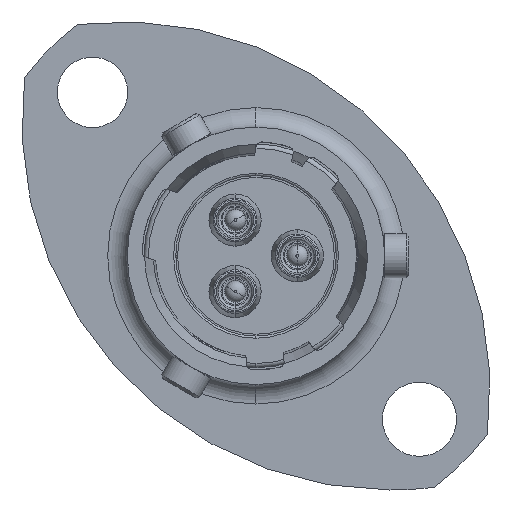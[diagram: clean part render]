
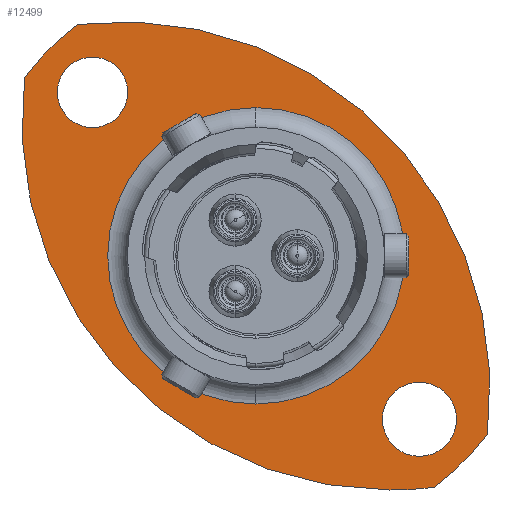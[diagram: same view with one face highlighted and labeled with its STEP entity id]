
A CAD part, left-side view. The second image highlights one B-rep face of the part: STEP entity #12499.
In plain terms, the highlighted planar face has unit normal (-1, 0, 0).
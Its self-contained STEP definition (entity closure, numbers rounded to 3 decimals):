
#275 = VERTEX_POINT ( 'NONE', #6911 ) ;
#409 = DIRECTION ( 'NONE',  ( -1., 0., 0. ) ) ;
#468 = DIRECTION ( 'NONE',  ( -1., 0., 0. ) ) ;
#770 = VERTEX_POINT ( 'NONE', #6426 ) ;
#872 = ORIENTED_EDGE ( 'NONE', *, *, #2278, .T. ) ;
#1117 = CIRCLE ( 'NONE', #3922, 13.5 ) ;
#1325 = CIRCLE ( 'NONE', #4560, 1.712 ) ;
#1696 = CARTESIAN_POINT ( 'NONE',  ( 12.039, -0.719, 4.552 ) ) ;
#2154 = DIRECTION ( 'NONE',  ( -1., 0., 0. ) ) ;
#2165 = EDGE_CURVE ( 'NONE', #770, #7698, #4583, .T. ) ;
#2209 = EDGE_CURVE ( 'NONE', #14654, #6174, #1325, .T. ) ;
#2253 = EDGE_CURVE ( 'NONE', #9151, #12121, #12217, .T. ) ;
#2278 = EDGE_CURVE ( 'NONE', #8783, #3586, #9049, .T. ) ;
#2304 = EDGE_CURVE ( 'NONE', #275, #9774, #8673, .T. ) ;
#2328 = EDGE_CURVE ( 'NONE', #9774, #10190, #10336, .T. ) ;
#2381 = EDGE_CURVE ( 'NONE', #10190, #8783, #1117, .T. ) ;
#2417 = CARTESIAN_POINT ( 'NONE',  ( 12.039, 13.016, 5.913 ) ) ;
#2578 = EDGE_LOOP ( 'NONE', ( #3784, #5854 ) ) ;
#2876 = CARTESIAN_POINT ( 'NONE',  ( 12.039, 13.016, 5.913 ) ) ;
#2937 = DIRECTION ( 'NONE',  ( 0., 0., -1. ) ) ;
#3008 = ORIENTED_EDGE ( 'NONE', *, *, #12178, .T. ) ;
#3054 = CARTESIAN_POINT ( 'NONE',  ( 12.039, -2.08, -7.472 ) ) ;
#3159 = DIRECTION ( 'NONE',  ( -1., 0., 0. ) ) ;
#3586 = VERTEX_POINT ( 'NONE', #8014 ) ;
#3629 = DIRECTION ( 'NONE',  ( 0., 0., -1. ) ) ;
#3684 = DIRECTION ( 'NONE',  ( 1., 0., 0. ) ) ;
#3784 = ORIENTED_EDGE ( 'NONE', *, *, #2165, .T. ) ;
#3921 = FACE_BOUND ( 'NONE', #2578, .T. ) ;
#3922 = AXIS2_PLACEMENT_3D ( 'NONE', #10303, #3159, #11519 ) ;
#3969 = AXIS2_PLACEMENT_3D ( 'NONE', #13809, #6682, #14959 ) ;
#4116 = DIRECTION ( 'NONE',  ( 0., 0., -1. ) ) ;
#4158 = AXIS2_PLACEMENT_3D ( 'NONE', #7759, #468, #8965 ) ;
#4185 = AXIS2_PLACEMENT_3D ( 'NONE', #1696, #10089, #2937 ) ;
#4258 = AXIS2_PLACEMENT_3D ( 'NONE', #2876, #11253, #4116 ) ;
#4560 = AXIS2_PLACEMENT_3D ( 'NONE', #12089, #4960, #13303 ) ;
#4583 = CIRCLE ( 'NONE', #4653, 6.845 ) ;
#4653 = AXIS2_PLACEMENT_3D ( 'NONE', #10835, #3684, #12035 ) ;
#4735 = ORIENTED_EDGE ( 'NONE', *, *, #2209, .F. ) ;
#4913 = ORIENTED_EDGE ( 'NONE', *, *, #2253, .F. ) ;
#4960 = DIRECTION ( 'NONE',  ( -1., 0., 0. ) ) ;
#5093 = ORIENTED_EDGE ( 'NONE', *, *, #2328, .T. ) ;
#5352 = AXIS2_PLACEMENT_3D ( 'NONE', #6707, #14987, #7884 ) ;
#5854 = ORIENTED_EDGE ( 'NONE', *, *, #11517, .T. ) ;
#6174 = VERTEX_POINT ( 'NONE', #13346 ) ;
#6426 = CARTESIAN_POINT ( 'NONE',  ( 12.039, 5.468, -8.48 ) ) ;
#6571 = DIRECTION ( 'NONE',  ( 1., 0., 0. ) ) ;
#6682 = DIRECTION ( 'NONE',  ( -1., 0., 0. ) ) ;
#6707 = CARTESIAN_POINT ( 'NONE',  ( 12.039, 5.468, -1.635 ) ) ;
#6754 = FACE_OUTER_BOUND ( 'NONE', #9695, .T. ) ;
#6911 = CARTESIAN_POINT ( 'NONE',  ( 12.039, -2.78, -12.322 ) ) ;
#7698 = VERTEX_POINT ( 'NONE', #12583 ) ;
#7699 = CARTESIAN_POINT ( 'NONE',  ( 12.039, -2.08, -9.183 ) ) ;
#7759 = CARTESIAN_POINT ( 'NONE',  ( 12.039, 5.468, -1.635 ) ) ;
#7884 = DIRECTION ( 'NONE',  ( 0., 0., -1. ) ) ;
#8014 = CARTESIAN_POINT ( 'NONE',  ( 12.039, -0.719, -12.448 ) ) ;
#8420 = CIRCLE ( 'NONE', #9166, 1.625 ) ;
#8650 = ORIENTED_EDGE ( 'NONE', *, *, #12476, .F. ) ;
#8673 = CIRCLE ( 'NONE', #4158, 13.5 ) ;
#8783 = VERTEX_POINT ( 'NONE', #9104 ) ;
#8858 = AXIS2_PLACEMENT_3D ( 'NONE', #7699, #409, #8904 ) ;
#8904 = DIRECTION ( 'NONE',  ( 0., 0., -1. ) ) ;
#8965 = DIRECTION ( 'NONE',  ( 0., 0., 1. ) ) ;
#9049 = CIRCLE ( 'NONE', #4185, 17. ) ;
#9104 = CARTESIAN_POINT ( 'NONE',  ( 12.039, 16.155, 6.613 ) ) ;
#9151 = VERTEX_POINT ( 'NONE', #12568 ) ;
#9166 = AXIS2_PLACEMENT_3D ( 'NONE', #2417, #10777, #3629 ) ;
#9332 = CARTESIAN_POINT ( 'NONE',  ( 12.039, -0.719, 4.552 ) ) ;
#9695 = EDGE_LOOP ( 'NONE', ( #872, #3008, #14918, #5093, #10673 ) ) ;
#9769 = CIRCLE ( 'NONE', #5352, 6.845 ) ;
#9774 = VERTEX_POINT ( 'NONE', #11876 ) ;
#9890 = FACE_BOUND ( 'NONE', #11570, .T. ) ;
#10089 = DIRECTION ( 'NONE',  ( -1., 0., 0. ) ) ;
#10190 = VERTEX_POINT ( 'NONE', #15148 ) ;
#10303 = CARTESIAN_POINT ( 'NONE',  ( 12.039, 5.468, -1.635 ) ) ;
#10336 = CIRCLE ( 'NONE', #3969, 17. ) ;
#10438 = EDGE_LOOP ( 'NONE', ( #8650, #4735 ) ) ;
#10522 = DIRECTION ( 'NONE',  ( 0., 0., -1. ) ) ;
#10673 = ORIENTED_EDGE ( 'NONE', *, *, #2381, .T. ) ;
#10777 = DIRECTION ( 'NONE',  ( -1., 0., 0. ) ) ;
#10835 = CARTESIAN_POINT ( 'NONE',  ( 12.039, 5.468, -1.635 ) ) ;
#11253 = DIRECTION ( 'NONE',  ( -1., 0., 0. ) ) ;
#11517 = EDGE_CURVE ( 'NONE', #7698, #770, #9769, .T. ) ;
#11519 = DIRECTION ( 'NONE',  ( 0., 0., 1. ) ) ;
#11570 = EDGE_LOOP ( 'NONE', ( #11989, #4913 ) ) ;
#11876 = CARTESIAN_POINT ( 'NONE',  ( 12.039, -5.22, -9.883 ) ) ;
#11989 = ORIENTED_EDGE ( 'NONE', *, *, #12336, .F. ) ;
#12035 = DIRECTION ( 'NONE',  ( 0., 0., -1. ) ) ;
#12089 = CARTESIAN_POINT ( 'NONE',  ( 12.039, -2.08, -9.183 ) ) ;
#12121 = VERTEX_POINT ( 'NONE', #13967 ) ;
#12178 = EDGE_CURVE ( 'NONE', #3586, #275, #14906, .T. ) ;
#12217 = CIRCLE ( 'NONE', #4258, 1.625 ) ;
#12336 = EDGE_CURVE ( 'NONE', #12121, #9151, #8420, .T. ) ;
#12476 = EDGE_CURVE ( 'NONE', #6174, #14654, #13080, .T. ) ;
#12499 = ADVANCED_FACE ( 'NONE', ( #3921, #13461, #9890, #6754 ), #14800, .F. ) ;
#12568 = CARTESIAN_POINT ( 'NONE',  ( 12.039, 13.016, 7.538 ) ) ;
#12583 = CARTESIAN_POINT ( 'NONE',  ( 12.039, 5.468, 5.21 ) ) ;
#12659 = AXIS2_PLACEMENT_3D ( 'NONE', #9332, #2154, #10522 ) ;
#13080 = CIRCLE ( 'NONE', #8858, 1.712 ) ;
#13303 = DIRECTION ( 'NONE',  ( 0., 0., -1. ) ) ;
#13346 = CARTESIAN_POINT ( 'NONE',  ( 12.039, -2.08, -10.895 ) ) ;
#13461 = FACE_BOUND ( 'NONE', #10438, .T. ) ;
#13701 = CARTESIAN_POINT ( 'NONE',  ( 12.039, 11.413, -1.635 ) ) ;
#13809 = CARTESIAN_POINT ( 'NONE',  ( 12.039, 11.655, -7.822 ) ) ;
#13967 = CARTESIAN_POINT ( 'NONE',  ( 12.039, 13.016, 4.288 ) ) ;
#14429 = AXIS2_PLACEMENT_3D ( 'NONE', #13701, #6571, #14852 ) ;
#14654 = VERTEX_POINT ( 'NONE', #3054 ) ;
#14800 = PLANE ( 'NONE',  #14429 ) ;
#14852 = DIRECTION ( 'NONE',  ( 0., 0., -1. ) ) ;
#14906 = CIRCLE ( 'NONE', #12659, 17. ) ;
#14918 = ORIENTED_EDGE ( 'NONE', *, *, #2304, .T. ) ;
#14959 = DIRECTION ( 'NONE',  ( 0., 0., -1. ) ) ;
#14987 = DIRECTION ( 'NONE',  ( 1., 0., 0. ) ) ;
#15148 = CARTESIAN_POINT ( 'NONE',  ( 12.039, 13.716, 9.052 ) ) ;
